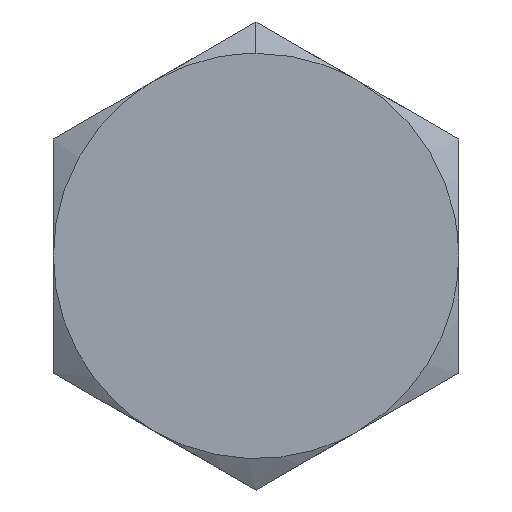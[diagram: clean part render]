
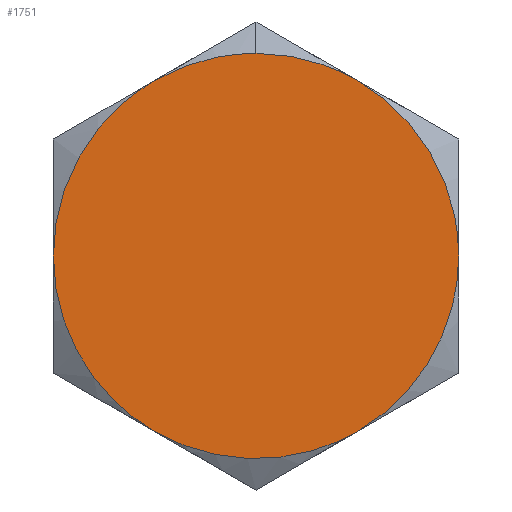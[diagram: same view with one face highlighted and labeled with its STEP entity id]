
A CAD part, front view. The second image highlights one B-rep face of the part: STEP entity #1751.
In plain terms, the highlighted free-form (B-spline) face has degree [1, 1] with [2, 2] control points.
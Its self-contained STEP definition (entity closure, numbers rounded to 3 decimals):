
#7 = EDGE_CURVE ( 'NONE', #1000, #24, #2189, .T. ) ;
#24 = VERTEX_POINT ( 'NONE', #750 ) ;
#62 = VERTEX_POINT ( 'NONE', #570 ) ;
#86 = CARTESIAN_POINT ( 'NONE',  ( 10., 0., 3.66 ) ) ;
#112 = CARTESIAN_POINT ( 'NONE',  ( -6.453, 0., -7.689 ) ) ;
#167 = CARTESIAN_POINT ( 'NONE',  ( 8.223, 0., -5.757 ) ) ;
#180 = CARTESIAN_POINT ( 'NONE',  ( -10.12, 0., -10.12 ) ) ;
#198 = CARTESIAN_POINT ( 'NONE',  ( 3.432, 0., -9.433 ) ) ;
#214 = CARTESIAN_POINT ( 'NONE',  ( -1.744, 0., -9.885 ) ) ;
#223 = CARTESIAN_POINT ( 'NONE',  ( -5., 0., 8.66 ) ) ;
#246 = B_SPLINE_SURFACE_WITH_KNOTS ( 'NONE', 1, 1, ( 
 ( #180, #596 ),
 ( #2088, #413 ) ),
 .UNSPECIFIED., .F., .F., .F.,
 ( 2, 2 ),
 ( 2, 2 ),
 ( 0., 1. ),
 ( 0., 1. ),
 .UNSPECIFIED. ) ;
#271 =( BOUNDED_CURVE ( )  B_SPLINE_CURVE ( 3, ( #1933, #668, #878, #2355 ),
 .UNSPECIFIED., .F., .F. ) 
 B_SPLINE_CURVE_WITH_KNOTS ( ( 4, 4 ),
 ( -0.524, 0. ),
 .UNSPECIFIED. ) 
 CURVE ( )  GEOMETRIC_REPRESENTATION_ITEM ( )  RATIONAL_B_SPLINE_CURVE ( ( 1., 0.977, 0.977, 1. ) ) 
 REPRESENTATION_ITEM ( '' )  );
#272 = CARTESIAN_POINT ( 'NONE',  ( -10., 0., 0. ) ) ;
#275 = VERTEX_POINT ( 'NONE', #1397 ) ;
#293 = CARTESIAN_POINT ( 'NONE',  ( -7.689, 0., -6.453 ) ) ;
#309 = CARTESIAN_POINT ( 'NONE',  ( -5., 0., -8.66 ) ) ;
#375 = VERTEX_POINT ( 'NONE', #1417 ) ;
#384 =( BOUNDED_CURVE ( )  B_SPLINE_CURVE ( 3, ( #2062, #2714, #1458, #793 ),
 .UNSPECIFIED., .F., .T. ) 
 B_SPLINE_CURVE_WITH_KNOTS ( ( 4, 4 ),
 ( -0.524, 0. ),
 .UNSPECIFIED. ) 
 CURVE ( )  GEOMETRIC_REPRESENTATION_ITEM ( )  RATIONAL_B_SPLINE_CURVE ( ( 1., 0.977, 0.977, 1. ) ) 
 REPRESENTATION_ITEM ( '' )  );
#413 = CARTESIAN_POINT ( 'NONE',  ( 10.12, 0., 10.12 ) ) ;
#570 = CARTESIAN_POINT ( 'NONE',  ( -10., 0., 0. ) ) ;
#593 = CARTESIAN_POINT ( 'NONE',  ( 5., 0., -8.66 ) ) ;
#596 = CARTESIAN_POINT ( 'NONE',  ( 10.12, 0., -10.12 ) ) ;
#600 = CARTESIAN_POINT ( 'NONE',  ( 9.433, 0., -3.432 ) ) ;
#655 = ORIENTED_EDGE ( 'NONE', *, *, #2473, .F. ) ;
#668 = CARTESIAN_POINT ( 'NONE',  ( 1.766, 0., 10. ) ) ;
#750 = CARTESIAN_POINT ( 'NONE',  ( 10., 0., 0. ) ) ;
#793 = CARTESIAN_POINT ( 'NONE',  ( 0., 0., 10. ) ) ;
#794 = CARTESIAN_POINT ( 'NONE',  ( -5., 0., 8.66 ) ) ;
#810 = ORIENTED_EDGE ( 'NONE', *, *, #2662, .F. ) ;
#823 = CARTESIAN_POINT ( 'NONE',  ( 5., 0., -8.66 ) ) ;
#878 = CARTESIAN_POINT ( 'NONE',  ( 3.471, 0., 9.543 ) ) ;
#953 = CARTESIAN_POINT ( 'NONE',  ( -8.223, 0., -5.757 ) ) ;
#1000 = VERTEX_POINT ( 'NONE', #1136 ) ;
#1003 = CARTESIAN_POINT ( 'NONE',  ( 10., 0., -0.874 ) ) ;
#1019 = CARTESIAN_POINT ( 'NONE',  ( 7.689, 0., -6.453 ) ) ;
#1028 = CARTESIAN_POINT ( 'NONE',  ( 5.757, 0., -8.223 ) ) ;
#1078 = VERTEX_POINT ( 'NONE', #2472 ) ;
#1081 = EDGE_LOOP ( 'NONE', ( #810, #1786, #655, #1271, #2594, #2500, #1679 ) ) ;
#1135 = CARTESIAN_POINT ( 'NONE',  ( 10., 0., 0. ) ) ;
#1136 = CARTESIAN_POINT ( 'NONE',  ( 5., 0., 8.66 ) ) ;
#1152 = EDGE_CURVE ( 'NONE', #375, #24, #2164, .T. ) ;
#1166 = CARTESIAN_POINT ( 'NONE',  ( -5.757, 0., -8.223 ) ) ;
#1262 =( BOUNDED_CURVE ( )  B_SPLINE_CURVE ( 3, ( #1450, #1650, #2262, #794 ),
 .UNSPECIFIED., .F., .F. ) 
 B_SPLINE_CURVE_WITH_KNOTS ( ( 4, 4 ),
 ( -1.047, 0. ),
 .UNSPECIFIED. ) 
 CURVE ( )  GEOMETRIC_REPRESENTATION_ITEM ( )  RATIONAL_B_SPLINE_CURVE ( ( 1., 0.911, 0.911, 1. ) ) 
 REPRESENTATION_ITEM ( '' )  );
#1271 = ORIENTED_EDGE ( 'NONE', *, *, #1894, .T. ) ;
#1275 = CARTESIAN_POINT ( 'NONE',  ( -5., 0., -8.66 ) ) ;
#1286 = CARTESIAN_POINT ( 'NONE',  ( 1.744, 0., -9.885 ) ) ;
#1296 = CARTESIAN_POINT ( 'NONE',  ( -0.874, 0., -10. ) ) ;
#1359 = EDGE_CURVE ( 'NONE', #1078, #375, #1586, .T. ) ;
#1381 = CARTESIAN_POINT ( 'NONE',  ( -9.885, 0., -1.744 ) ) ;
#1397 = CARTESIAN_POINT ( 'NONE',  ( 0., 0., 10. ) ) ;
#1417 = CARTESIAN_POINT ( 'NONE',  ( 5., 0., -8.66 ) ) ;
#1450 = CARTESIAN_POINT ( 'NONE',  ( -10., 0., 0. ) ) ;
#1458 = CARTESIAN_POINT ( 'NONE',  ( -1.766, 0., 10. ) ) ;
#1476 = CARTESIAN_POINT ( 'NONE',  ( -4.243, 0., -9.097 ) ) ;
#1553 = FACE_OUTER_BOUND ( 'NONE', #1081, .T. ) ;
#1561 = CARTESIAN_POINT ( 'NONE',  ( -10., 0., -0.874 ) ) ;
#1581 = CARTESIAN_POINT ( 'NONE',  ( -9.097, 0., -4.243 ) ) ;
#1586 = B_SPLINE_CURVE_WITH_KNOTS ( 'NONE', 3,
 ( #1275, #1476, #1889, #214, #1296, #2121, #1286, #198, #1703, #823 ),
 .UNSPECIFIED., .F., .F.,
 ( 4, 2, 2, 2, 4 ),
 ( 0., 0.262, 0.524, 0.785, 1.047 ),
 .UNSPECIFIED. ) ;
#1612 = EDGE_CURVE ( 'NONE', #2613, #275, #384, .T. ) ;
#1650 = CARTESIAN_POINT ( 'NONE',  ( -10., 0., 3.66 ) ) ;
#1679 = ORIENTED_EDGE ( 'NONE', *, *, #7, .F. ) ;
#1703 = CARTESIAN_POINT ( 'NONE',  ( 4.243, 0., -9.097 ) ) ;
#1742 = B_SPLINE_CURVE_WITH_KNOTS ( 'NONE', 3,
 ( #272, #1561, #1381, #2419, #1581, #953, #293, #112, #1166, #309 ),
 .UNSPECIFIED., .F., .F.,
 ( 4, 2, 2, 2, 4 ),
 ( 0., 0.262, 0.524, 0.785, 1.047 ),
 .UNSPECIFIED. ) ;
#1751 = ADVANCED_FACE ( 'NONE', ( #1553 ), #246, .F. ) ;
#1786 = ORIENTED_EDGE ( 'NONE', *, *, #1612, .F. ) ;
#1866 = CARTESIAN_POINT ( 'NONE',  ( 9.097, 0., -4.243 ) ) ;
#1878 = CARTESIAN_POINT ( 'NONE',  ( 10., 0., 0. ) ) ;
#1889 = CARTESIAN_POINT ( 'NONE',  ( -3.432, 0., -9.433 ) ) ;
#1894 = EDGE_CURVE ( 'NONE', #62, #1078, #1742, .T. ) ;
#1933 = CARTESIAN_POINT ( 'NONE',  ( 0., 0., 10. ) ) ;
#2062 = CARTESIAN_POINT ( 'NONE',  ( -5., 0., 8.66 ) ) ;
#2088 = CARTESIAN_POINT ( 'NONE',  ( -10.12, 0., 10.12 ) ) ;
#2121 = CARTESIAN_POINT ( 'NONE',  ( 0.874, 0., -10. ) ) ;
#2164 = B_SPLINE_CURVE_WITH_KNOTS ( 'NONE', 3,
 ( #593, #1028, #2684, #1019, #167, #1866, #600, #2267, #1003, #1878 ),
 .UNSPECIFIED., .F., .F.,
 ( 4, 2, 2, 2, 4 ),
 ( 0., 0.262, 0.524, 0.785, 1.047 ),
 .UNSPECIFIED. ) ;
#2189 =( BOUNDED_CURVE ( )  B_SPLINE_CURVE ( 3, ( #2637, #2405, #86, #1135 ),
 .UNSPECIFIED., .F., .F. ) 
 B_SPLINE_CURVE_WITH_KNOTS ( ( 4, 4 ),
 ( -1.047, 0. ),
 .UNSPECIFIED. ) 
 CURVE ( )  GEOMETRIC_REPRESENTATION_ITEM ( )  RATIONAL_B_SPLINE_CURVE ( ( 1., 0.911, 0.911, 1. ) ) 
 REPRESENTATION_ITEM ( '' )  );
#2262 = CARTESIAN_POINT ( 'NONE',  ( -8.17, 0., 6.83 ) ) ;
#2267 = CARTESIAN_POINT ( 'NONE',  ( 9.885, 0., -1.744 ) ) ;
#2355 = CARTESIAN_POINT ( 'NONE',  ( 5., 0., 8.66 ) ) ;
#2405 = CARTESIAN_POINT ( 'NONE',  ( 8.17, 0., 6.83 ) ) ;
#2419 = CARTESIAN_POINT ( 'NONE',  ( -9.433, 0., -3.432 ) ) ;
#2472 = CARTESIAN_POINT ( 'NONE',  ( -5., 0., -8.66 ) ) ;
#2473 = EDGE_CURVE ( 'NONE', #62, #2613, #1262, .T. ) ;
#2500 = ORIENTED_EDGE ( 'NONE', *, *, #1152, .T. ) ;
#2594 = ORIENTED_EDGE ( 'NONE', *, *, #1359, .T. ) ;
#2613 = VERTEX_POINT ( 'NONE', #223 ) ;
#2637 = CARTESIAN_POINT ( 'NONE',  ( 5., 0., 8.66 ) ) ;
#2662 = EDGE_CURVE ( 'NONE', #275, #1000, #271, .T. ) ;
#2684 = CARTESIAN_POINT ( 'NONE',  ( 6.453, 0., -7.689 ) ) ;
#2714 = CARTESIAN_POINT ( 'NONE',  ( -3.471, 0., 9.543 ) ) ;
